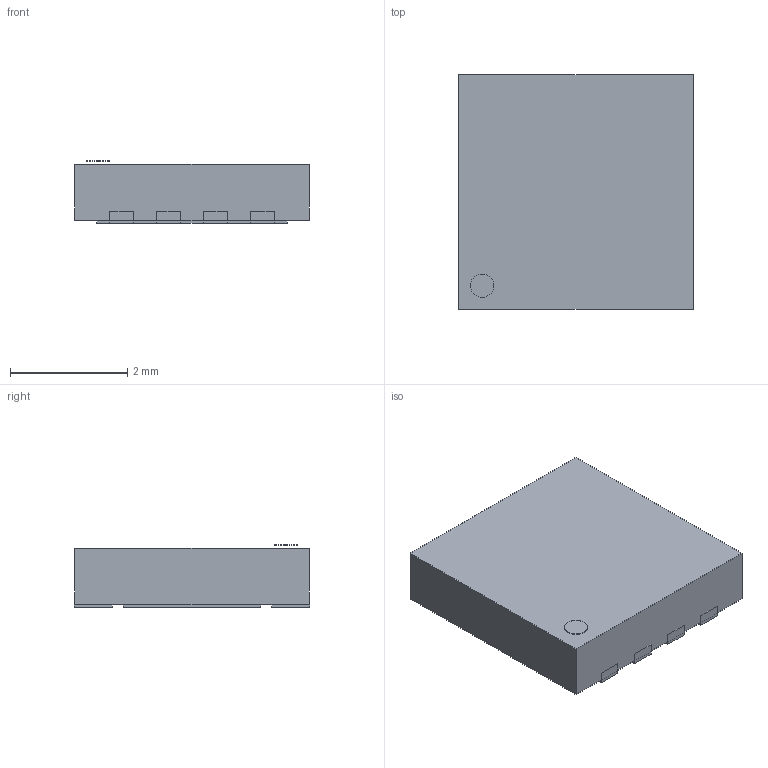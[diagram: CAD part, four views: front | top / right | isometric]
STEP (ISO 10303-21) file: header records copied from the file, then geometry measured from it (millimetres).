
FILE_DESCRIPTION(('FreeCAD Model'),'2;1');
FILE_NAME('HVSON8.step','2018-10-26T15:53:38',( 'kicad StepUp'),('ksu MCAD'),'Open CASCADE STEP processor 7.3', 'FreeCAD','Unknown');
FILE_SCHEMA(('AUTOMOTIVE_DESIGN { 1 0 10303 214 1 1 1 1 }'));
Length unit declared in the file: millimetre
Products named in the file (11): 4; 7; Cube; Cylinder; 6; 2; 3; Body; 1; 5; 8
Bounding box: 4 x 4.02 x 1.06 mm (x, y, z)
Volume: 17.1 mm3; surface area: 72.5 mm2
Topology: 11 solids, 11 shells, 63 faces, 123 edges, 82 vertices
Faces by surface type: plane 62, cylinder 1
Full cylindrical faces by diameter (mm): 0.4 x1
Entity records: 1783 total; most frequent: CARTESIAN_POINT 269, DIRECTION 253, ORIENTED_EDGE 246, EDGE_CURVE 123, LINE 121, VECTOR 121, VERTEX_POINT 82, AXIS2_PLACEMENT_3D 66
